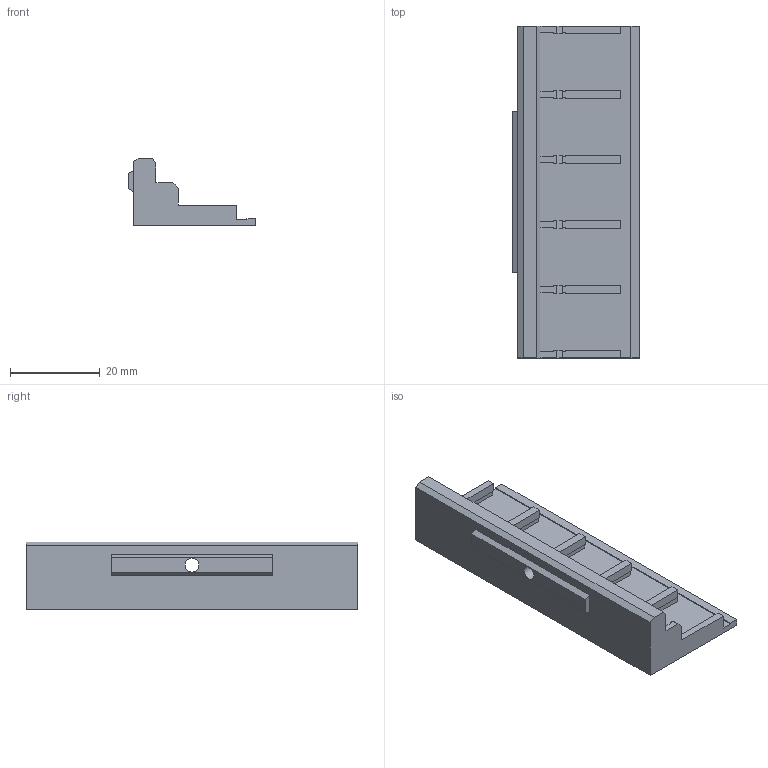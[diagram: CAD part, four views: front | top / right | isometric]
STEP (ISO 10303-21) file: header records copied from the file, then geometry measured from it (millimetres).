
FILE_DESCRIPTION(/* description */ ('STEP AP214'),/* implementation_level */ '2;1');
FILE_NAME(/* name */ '614a5d3ff906a2326d001f49',/* time_stamp */ '2021-09-21T22:31:28+00:00',/* author */ (''),/* organization */ (''),/* preprocessor_version */ 'ST-DEVELOPER v18.1',/* originating_system */ ' ',/* authorisation */ ' ');
FILE_SCHEMA (('AUTOMOTIVE_DESIGN {1 0 10303 214 3 1 1}'));
Length unit declared in the file: metre
Products named in the file (1): Tray
Bounding box: 28.45 x 73.85 x 15.13 mm (x, y, z)
Volume: 8630.2 mm3; surface area: 7681.7 mm2
Topology: 1 solids, 1 shells, 140 faces, 386 edges, 254 vertices
Faces by surface type: plane 138, cylinder 2
Full cylindrical faces by diameter (mm): 3.1 x1, 5.75 x1
Entity records: 4378 total; most frequent: CARTESIAN_POINT 779, ORIENTED_EDGE 768, DIRECTION 670, EDGE_CURVE 384, LINE 380, VECTOR 380, VERTEX_POINT 254, EDGE_LOOP 150
